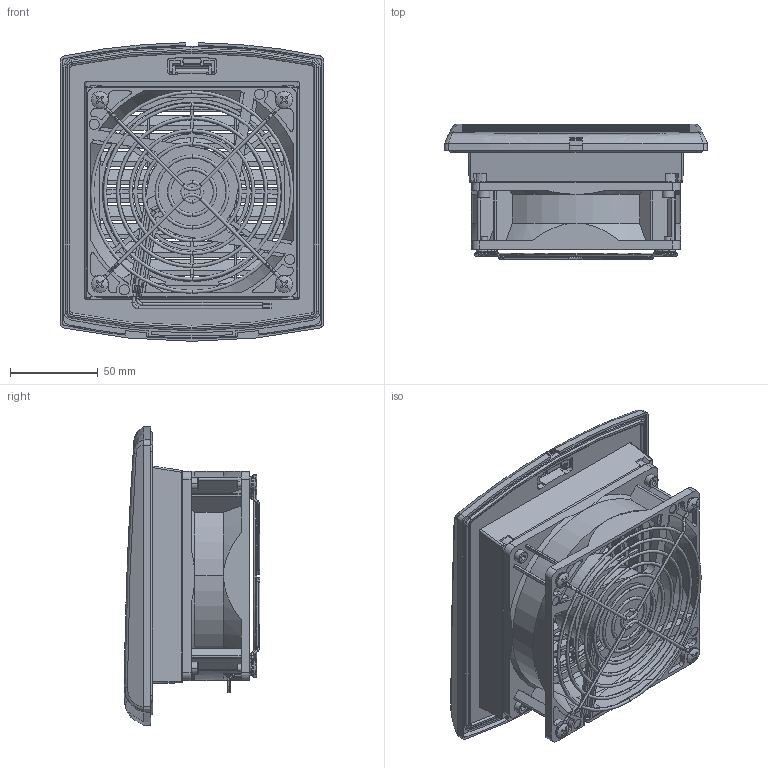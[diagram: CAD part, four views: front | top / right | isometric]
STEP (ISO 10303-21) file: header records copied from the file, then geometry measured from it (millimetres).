
FILE_DESCRIPTION(('STEP AP242'),'1');
FILE_NAME('filterfan_nsycvf85m48dpf.stp','2021-07-15T13:04:45',('TraceParts'),('TraceParts S.A.'),'Spatial InterOp 3D',' ',' ');
FILE_SCHEMA(('AP242_MANAGED_MODEL_BASED_3D_ENGINEERING_MIM_LF {1 0 10303 442 1 1 4}'));
Length unit declared in the file: millimetre
Products named in the file (1): filterfan_nsycvf85m48dpf_1
Bounding box: 150 x 77.15 x 169.98 mm (x, y, z)
Volume: 343321.7 mm3; surface area: 182080.3 mm2
Topology: 9 solids, 9 shells, 1489 faces, 4315 edges, 2739 vertices
Faces by surface type: plane 622, cylinder 478, torus 283, cone 66, bspline 28, sphere 12
Entity records: 53833 total; most frequent: CARTESIAN_POINT 15036, ORIENTED_EDGE 8622, DIRECTION 7747, EDGE_CURVE 4311, AXIS2_PLACEMENT_3D 2833, VERTEX_POINT 2739, LINE 2081, VECTOR 2081
